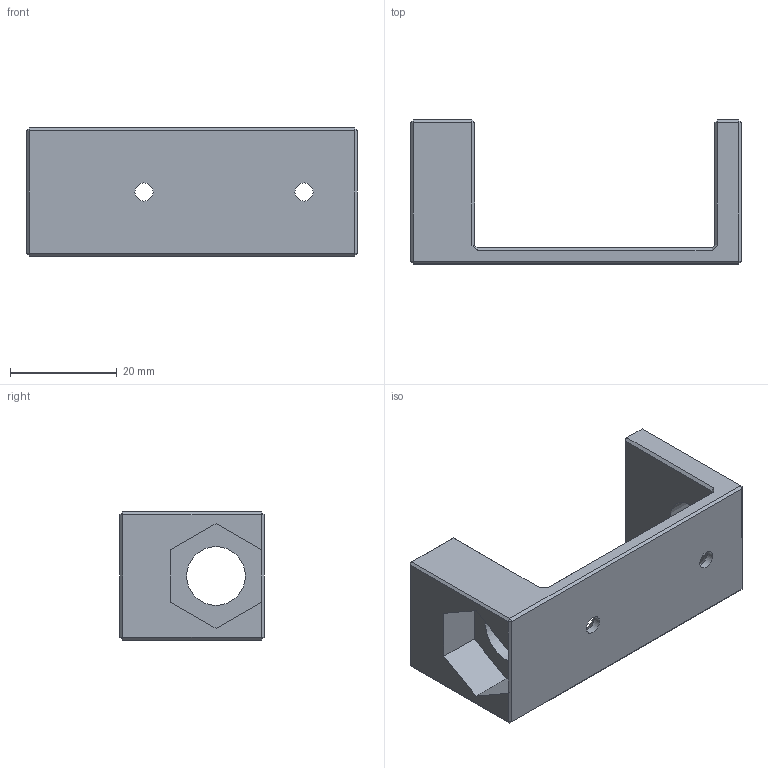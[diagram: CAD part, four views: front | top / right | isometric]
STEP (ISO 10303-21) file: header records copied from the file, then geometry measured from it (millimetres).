
FILE_DESCRIPTION(('FreeCAD Model'),'2;1');
FILE_NAME('Open CASCADE Shape Model','2023-10-13T12:25:19',(''),(''), 'Open CASCADE STEP processor 7.6','FreeCAD','Unknown');
FILE_SCHEMA(('AUTOMOTIVE_DESIGN { 1 0 10303 214 1 1 1 1 }'));
Length unit declared in the file: millimetre
Products named in the file (1): Pocket003
Bounding box: 62 x 27 x 24 mm (x, y, z)
Volume: 11223.1 mm3; surface area: 6888.2 mm2
Topology: 1 solids, 1 shells, 146 faces, 367 edges, 228 vertices
Faces by surface type: plane 81, extrusion 59, cylinder 4, cone 2
Full cylindrical faces by diameter (mm): 3.4 x2, 11 x2
Entity records: 9160 total; most frequent: CARTESIAN_POINT 2078, DIRECTION 1110, VECTOR 902, LINE 843, ORIENTED_EDGE 734, PCURVE 734, DEFINITIONAL_REPRESENTATION 734, EDGE_CURVE 367
